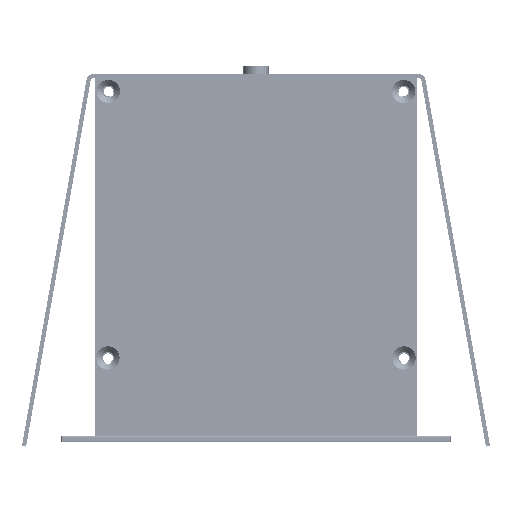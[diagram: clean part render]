
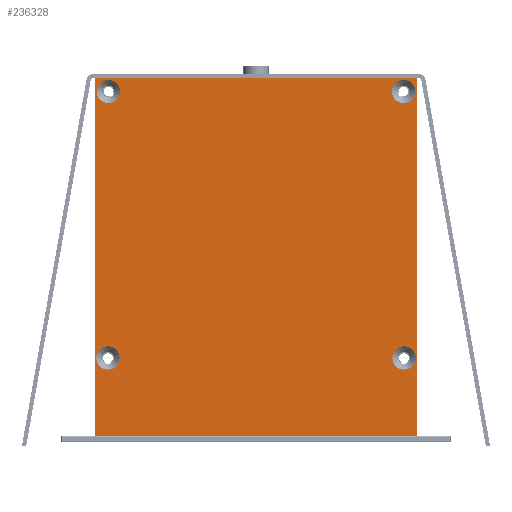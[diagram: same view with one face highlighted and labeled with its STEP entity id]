
A CAD part, front view. The second image highlights one B-rep face of the part: STEP entity #236328.
In plain terms, the highlighted planar face has unit normal (0, -1, 0).
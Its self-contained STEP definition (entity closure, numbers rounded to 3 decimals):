
#5726=FACE_BOUND('',#24291,.T.);
#5727=FACE_BOUND('',#24292,.T.);
#5728=FACE_BOUND('',#24293,.T.);
#5729=FACE_BOUND('',#24294,.T.);
#6312=PLANE('',#251328);
#9826=FACE_OUTER_BOUND('',#24290,.T.);
#24290=EDGE_LOOP('',(#147958,#147959,#147960,#147961));
#24291=EDGE_LOOP('',(#147962,#147963));
#24292=EDGE_LOOP('',(#147964,#147965));
#24293=EDGE_LOOP('',(#147966,#147967));
#24294=EDGE_LOOP('',(#147968,#147969));
#46672=LINE('',#342321,#61391);
#46688=LINE('',#342394,#61407);
#46691=LINE('',#342400,#61410);
#46692=LINE('',#342401,#61411);
#61391=VECTOR('',#277370,10.);
#61407=VECTOR('',#277450,10.);
#61410=VECTOR('',#277455,10.);
#61411=VECTOR('',#277456,10.);
#75495=CIRCLE('',#251299,2.75);
#75496=CIRCLE('',#251300,2.75);
#75500=CIRCLE('',#251306,2.75);
#75501=CIRCLE('',#251307,2.75);
#75505=CIRCLE('',#251313,2.75);
#75506=CIRCLE('',#251314,2.75);
#75510=CIRCLE('',#251320,2.75);
#75511=CIRCLE('',#251321,2.75);
#89349=VERTEX_POINT('',#342318);
#89350=VERTEX_POINT('',#342320);
#89354=VERTEX_POINT('',#342333);
#89355=VERTEX_POINT('',#342334);
#89359=VERTEX_POINT('',#342347);
#89360=VERTEX_POINT('',#342348);
#89364=VERTEX_POINT('',#342361);
#89365=VERTEX_POINT('',#342362);
#89369=VERTEX_POINT('',#342375);
#89370=VERTEX_POINT('',#342376);
#89375=VERTEX_POINT('',#342393);
#89377=VERTEX_POINT('',#342399);
#110953=EDGE_CURVE('',#89350,#89349,#46672,.T.);
#110959=EDGE_CURVE('',#89354,#89355,#75495,.T.);
#110960=EDGE_CURVE('',#89355,#89354,#75496,.T.);
#110966=EDGE_CURVE('',#89359,#89360,#75500,.T.);
#110967=EDGE_CURVE('',#89360,#89359,#75501,.T.);
#110973=EDGE_CURVE('',#89364,#89365,#75505,.T.);
#110974=EDGE_CURVE('',#89365,#89364,#75506,.T.);
#110980=EDGE_CURVE('',#89369,#89370,#75510,.T.);
#110981=EDGE_CURVE('',#89370,#89369,#75511,.T.);
#110989=EDGE_CURVE('',#89375,#89350,#46688,.T.);
#110992=EDGE_CURVE('',#89349,#89377,#46691,.T.);
#110993=EDGE_CURVE('',#89377,#89375,#46692,.T.);
#147958=ORIENTED_EDGE('',*,*,#110953,.T.);
#147959=ORIENTED_EDGE('',*,*,#110992,.T.);
#147960=ORIENTED_EDGE('',*,*,#110993,.T.);
#147961=ORIENTED_EDGE('',*,*,#110989,.T.);
#147962=ORIENTED_EDGE('',*,*,#110959,.T.);
#147963=ORIENTED_EDGE('',*,*,#110960,.T.);
#147964=ORIENTED_EDGE('',*,*,#110966,.T.);
#147965=ORIENTED_EDGE('',*,*,#110967,.T.);
#147966=ORIENTED_EDGE('',*,*,#110973,.T.);
#147967=ORIENTED_EDGE('',*,*,#110974,.T.);
#147968=ORIENTED_EDGE('',*,*,#110980,.T.);
#147969=ORIENTED_EDGE('',*,*,#110981,.T.);
#236328=ADVANCED_FACE('',(#9826,#5726,#5727,#5728,#5729),#6312,.T.);
#251299=AXIS2_PLACEMENT_3D('',#342335,#277382,#277383);
#251300=AXIS2_PLACEMENT_3D('',#342336,#277384,#277385);
#251306=AXIS2_PLACEMENT_3D('',#342349,#277398,#277399);
#251307=AXIS2_PLACEMENT_3D('',#342350,#277400,#277401);
#251313=AXIS2_PLACEMENT_3D('',#342363,#277414,#277415);
#251314=AXIS2_PLACEMENT_3D('',#342364,#277416,#277417);
#251320=AXIS2_PLACEMENT_3D('',#342377,#277430,#277431);
#251321=AXIS2_PLACEMENT_3D('',#342378,#277432,#277433);
#251328=AXIS2_PLACEMENT_3D('',#342398,#277453,#277454);
#277370=DIRECTION('',(1.,0.,0.));
#277382=DIRECTION('center_axis',(0.,1.,0.));
#277383=DIRECTION('ref_axis',(-1.,0.,0.));
#277384=DIRECTION('center_axis',(0.,1.,0.));
#277385=DIRECTION('ref_axis',(-1.,0.,0.));
#277398=DIRECTION('center_axis',(0.,1.,0.));
#277399=DIRECTION('ref_axis',(-1.,0.,0.));
#277400=DIRECTION('center_axis',(0.,1.,0.));
#277401=DIRECTION('ref_axis',(-1.,0.,0.));
#277414=DIRECTION('center_axis',(0.,1.,0.));
#277415=DIRECTION('ref_axis',(-1.,0.,0.));
#277416=DIRECTION('center_axis',(0.,1.,0.));
#277417=DIRECTION('ref_axis',(-1.,0.,0.));
#277430=DIRECTION('center_axis',(0.,1.,0.));
#277431=DIRECTION('ref_axis',(-1.,0.,0.));
#277432=DIRECTION('center_axis',(0.,1.,0.));
#277433=DIRECTION('ref_axis',(-1.,0.,0.));
#277450=DIRECTION('',(0.,0.,-1.));
#277453=DIRECTION('center_axis',(0.,-1.,0.));
#277454=DIRECTION('ref_axis',(0.,0.,1.));
#277455=DIRECTION('',(0.,0.,1.));
#277456=DIRECTION('',(-1.,0.,0.));
#342318=CARTESIAN_POINT('',(38.,-565.25,-84.6));
#342320=CARTESIAN_POINT('',(-38.,-565.25,-84.6));
#342321=CARTESIAN_POINT('',(0.,-565.25,-84.6));
#342333=CARTESIAN_POINT('',(-37.65,-565.25,-3.1));
#342334=CARTESIAN_POINT('',(-32.15,-565.25,-3.1));
#342335=CARTESIAN_POINT('Origin',(-34.9,-565.25,-3.1));
#342336=CARTESIAN_POINT('Origin',(-34.9,-565.25,-3.1));
#342347=CARTESIAN_POINT('',(32.25,-565.25,-66.1));
#342348=CARTESIAN_POINT('',(37.75,-565.25,-66.1));
#342349=CARTESIAN_POINT('Origin',(35.,-565.25,-66.1));
#342350=CARTESIAN_POINT('Origin',(35.,-565.25,-66.1));
#342361=CARTESIAN_POINT('',(-37.75,-565.25,-66.1));
#342362=CARTESIAN_POINT('',(-32.25,-565.25,-66.1));
#342363=CARTESIAN_POINT('Origin',(-35.,-565.25,-66.1));
#342364=CARTESIAN_POINT('Origin',(-35.,-565.25,-66.1));
#342375=CARTESIAN_POINT('',(32.15,-565.25,-3.1));
#342376=CARTESIAN_POINT('',(37.65,-565.25,-3.1));
#342377=CARTESIAN_POINT('Origin',(34.9,-565.25,-3.1));
#342378=CARTESIAN_POINT('Origin',(34.9,-565.25,-3.1));
#342393=CARTESIAN_POINT('',(-38.,-565.25,0.));
#342394=CARTESIAN_POINT('',(-38.,-565.25,-86.));
#342398=CARTESIAN_POINT('Origin',(0.,-565.25,-43.));
#342399=CARTESIAN_POINT('',(38.,-565.25,0.));
#342400=CARTESIAN_POINT('',(38.,-565.25,0.));
#342401=CARTESIAN_POINT('',(-38.,-565.25,0.));
